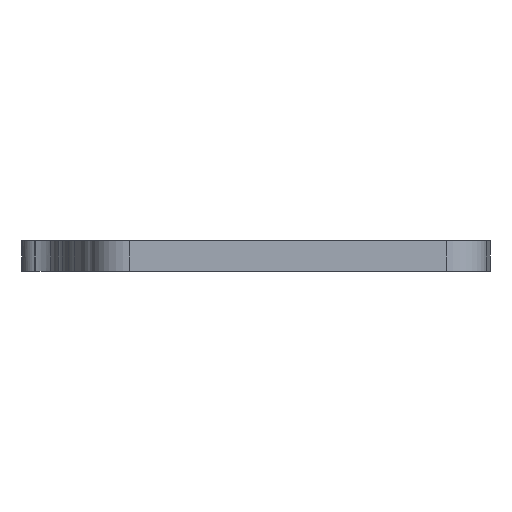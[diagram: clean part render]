
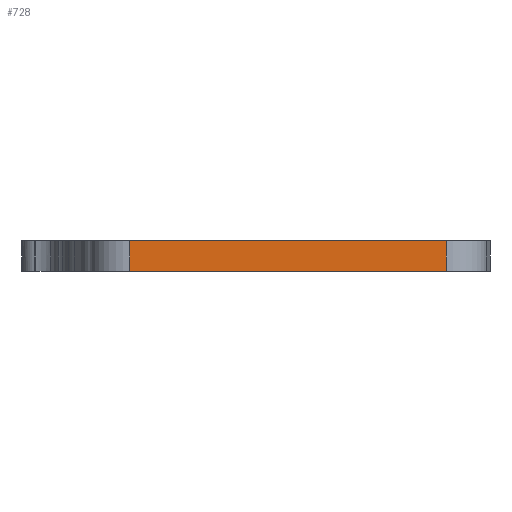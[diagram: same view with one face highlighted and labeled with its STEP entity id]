
A CAD part, left-side view. The second image highlights one B-rep face of the part: STEP entity #728.
In plain terms, the highlighted planar face has unit normal (-1, 0, 0).
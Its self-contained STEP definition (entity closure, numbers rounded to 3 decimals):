
#53=PLANE('',#813);
#81=FACE_OUTER_BOUND('',#128,.T.);
#128=EDGE_LOOP('',(#590,#591,#592,#593));
#172=LINE('',#1240,#223);
#185=LINE('',#1307,#236);
#186=LINE('',#1310,#237);
#187=LINE('',#1311,#238);
#223=VECTOR('',#902,10.);
#236=VECTOR('',#977,10.);
#237=VECTOR('',#980,10.);
#238=VECTOR('',#981,10.);
#332=VERTEX_POINT('',#1237);
#333=VERTEX_POINT('',#1239);
#356=VERTEX_POINT('',#1305);
#357=VERTEX_POINT('',#1309);
#412=EDGE_CURVE('',#333,#332,#172,.T.);
#446=EDGE_CURVE('',#332,#356,#185,.T.);
#447=EDGE_CURVE('',#357,#356,#186,.T.);
#448=EDGE_CURVE('',#333,#357,#187,.T.);
#590=ORIENTED_EDGE('',*,*,#412,.T.);
#591=ORIENTED_EDGE('',*,*,#446,.T.);
#592=ORIENTED_EDGE('',*,*,#447,.F.);
#593=ORIENTED_EDGE('',*,*,#448,.F.);
#728=ADVANCED_FACE('',(#81),#53,.T.);
#813=AXIS2_PLACEMENT_3D('',#1308,#978,#979);
#902=DIRECTION('',(0.,-1.,0.));
#977=DIRECTION('',(0.,0.,1.));
#978=DIRECTION('center_axis',(-1.,0.,0.));
#979=DIRECTION('ref_axis',(0.,-1.,0.));
#980=DIRECTION('',(0.,-1.,0.));
#981=DIRECTION('',(0.,0.,1.));
#1237=CARTESIAN_POINT('',(-450.3,259.05,-183.));
#1239=CARTESIAN_POINT('',(-450.3,290.35,-183.));
#1240=CARTESIAN_POINT('',(-450.3,285.05,-183.));
#1305=CARTESIAN_POINT('',(-450.3,259.05,-180.));
#1307=CARTESIAN_POINT('',(-450.3,259.05,-183.));
#1308=CARTESIAN_POINT('Origin',(-450.3,290.35,-183.));
#1309=CARTESIAN_POINT('',(-450.3,290.35,-180.));
#1310=CARTESIAN_POINT('',(-450.3,285.05,-180.));
#1311=CARTESIAN_POINT('',(-450.3,290.35,-183.));
